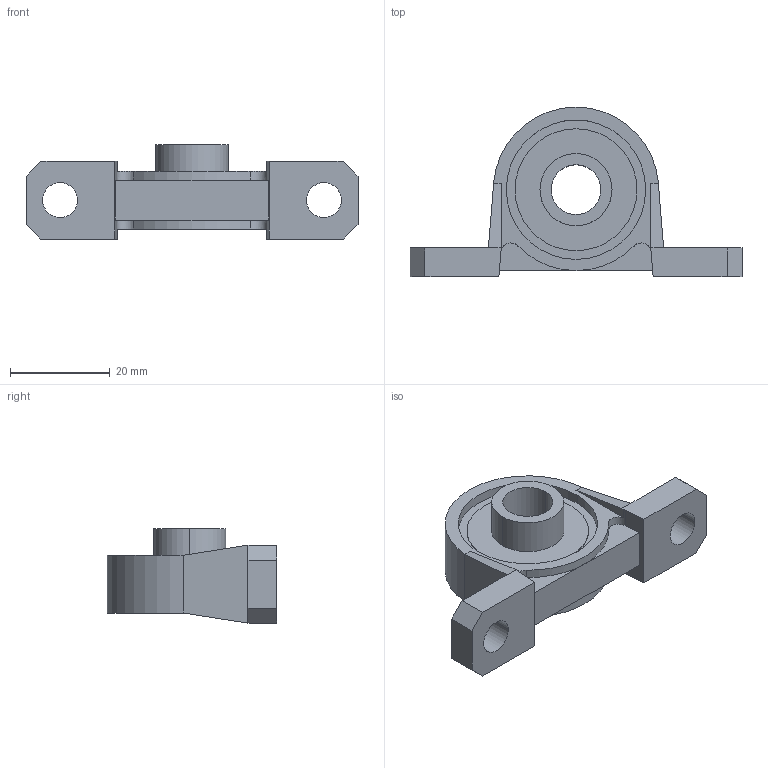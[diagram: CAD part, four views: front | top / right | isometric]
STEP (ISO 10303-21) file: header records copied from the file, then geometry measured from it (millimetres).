
FILE_DESCRIPTION (( 'STEP AP214' ), '1' );
FILE_NAME ('Ñáîðêà2.STEP', '2024-07-16T13:07:14', ( '' ), ( '' ), 'SwSTEP 2.0', 'SolidWorks 2024', '' );
FILE_SCHEMA (( 'AUTOMOTIVE_DESIGN' ));
Length unit declared in the file: millimetre
Products named in the file (2): B448 Опорный подшипник KP00 для валов Ø 10 мм_00; Сборка2
Assembly tree (1 placements, depth 2):
  Сборка2
    B448 Опорный подшипник KP00 для валов Ø 10 мм_00
Bounding box: 66.7 x 34.1 x 18.93 mm (x, y, z)
Volume: 11583.7 mm3; surface area: 8003.6 mm2
Topology: 3 solids, 3 shells, 64 faces, 158 edges, 102 vertices
Faces by surface type: plane 39, cylinder 25
Entity records: 1991 total; most frequent: DIRECTION 350, CARTESIAN_POINT 328, ORIENTED_EDGE 316, EDGE_CURVE 158, AXIS2_PLACEMENT_3D 124, VERTEX_POINT 102, VECTOR 102, LINE 102
